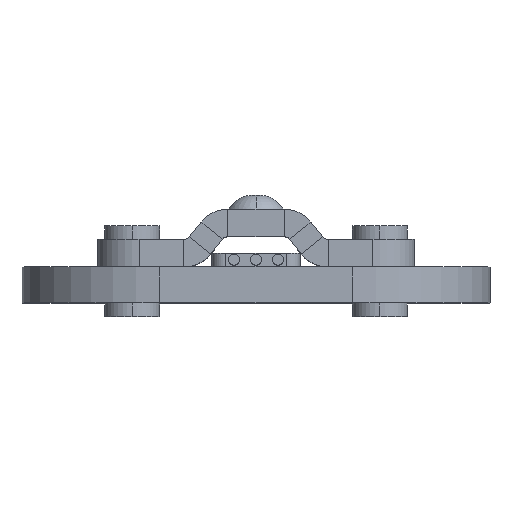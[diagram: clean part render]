
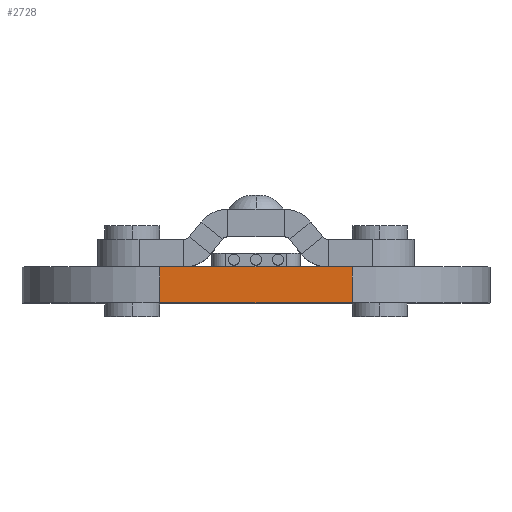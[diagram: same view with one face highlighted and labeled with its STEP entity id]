
A CAD part, top view. The second image highlights one B-rep face of the part: STEP entity #2728.
In plain terms, the highlighted planar face has unit normal (0, 0, 1).
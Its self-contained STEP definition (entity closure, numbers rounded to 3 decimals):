
#217 = EDGE_CURVE ( 'NONE', #723, #1410, #1332, .T. ) ;
#315 = CARTESIAN_POINT ( 'NONE',  ( 7., 2.6, 17. ) ) ;
#433 = VECTOR ( 'NONE', #2715, 1000. ) ;
#480 = CARTESIAN_POINT ( 'NONE',  ( 7., 0., 17. ) ) ;
#723 = VERTEX_POINT ( 'NONE', #1049 ) ;
#869 = EDGE_LOOP ( 'NONE', ( #4198, #3951, #2112, #3524 ) ) ;
#984 = VERTEX_POINT ( 'NONE', #4422 ) ;
#1049 = CARTESIAN_POINT ( 'NONE',  ( -7., 0., 17. ) ) ;
#1255 = VECTOR ( 'NONE', #1763, 1000. ) ;
#1332 = LINE ( 'NONE', #2382, #433 ) ;
#1392 = DIRECTION ( 'NONE',  ( 0., 1., 0. ) ) ;
#1398 = LINE ( 'NONE', #3744, #4188 ) ;
#1410 = VERTEX_POINT ( 'NONE', #480 ) ;
#1717 = CARTESIAN_POINT ( 'NONE',  ( -17., 2.6, 17. ) ) ;
#1763 = DIRECTION ( 'NONE',  ( 1., 0., 0. ) ) ;
#1872 = VERTEX_POINT ( 'NONE', #315 ) ;
#1934 = DIRECTION ( 'NONE',  ( 0., 0., -1. ) ) ;
#2112 = ORIENTED_EDGE ( 'NONE', *, *, #4091, .F. ) ;
#2271 = CARTESIAN_POINT ( 'NONE',  ( -17., 2.6, 17. ) ) ;
#2382 = CARTESIAN_POINT ( 'NONE',  ( -17., 0., 17. ) ) ;
#2394 = EDGE_CURVE ( 'NONE', #1410, #1872, #1398, .T. ) ;
#2598 = CARTESIAN_POINT ( 'NONE',  ( -7., 2.6, 17. ) ) ;
#2715 = DIRECTION ( 'NONE',  ( 1., 0., 0. ) ) ;
#2728 = ADVANCED_FACE ( 'NONE', ( #3187 ), #3961, .F. ) ;
#3166 = LINE ( 'NONE', #2598, #3271 ) ;
#3187 = FACE_OUTER_BOUND ( 'NONE', #869, .T. ) ;
#3271 = VECTOR ( 'NONE', #4018, 1000. ) ;
#3524 = ORIENTED_EDGE ( 'NONE', *, *, #4385, .T. ) ;
#3624 = DIRECTION ( 'NONE',  ( -1., 0., 0. ) ) ;
#3744 = CARTESIAN_POINT ( 'NONE',  ( 7., 2.6, 17. ) ) ;
#3951 = ORIENTED_EDGE ( 'NONE', *, *, #2394, .T. ) ;
#3961 = PLANE ( 'NONE',  #4062 ) ;
#4018 = DIRECTION ( 'NONE',  ( 0., -1., 0. ) ) ;
#4062 = AXIS2_PLACEMENT_3D ( 'NONE', #2271, #1934, #3624 ) ;
#4091 = EDGE_CURVE ( 'NONE', #984, #1872, #4326, .T. ) ;
#4188 = VECTOR ( 'NONE', #1392, 1000. ) ;
#4198 = ORIENTED_EDGE ( 'NONE', *, *, #217, .T. ) ;
#4326 = LINE ( 'NONE', #1717, #1255 ) ;
#4385 = EDGE_CURVE ( 'NONE', #984, #723, #3166, .T. ) ;
#4422 = CARTESIAN_POINT ( 'NONE',  ( -7., 2.6, 17. ) ) ;
